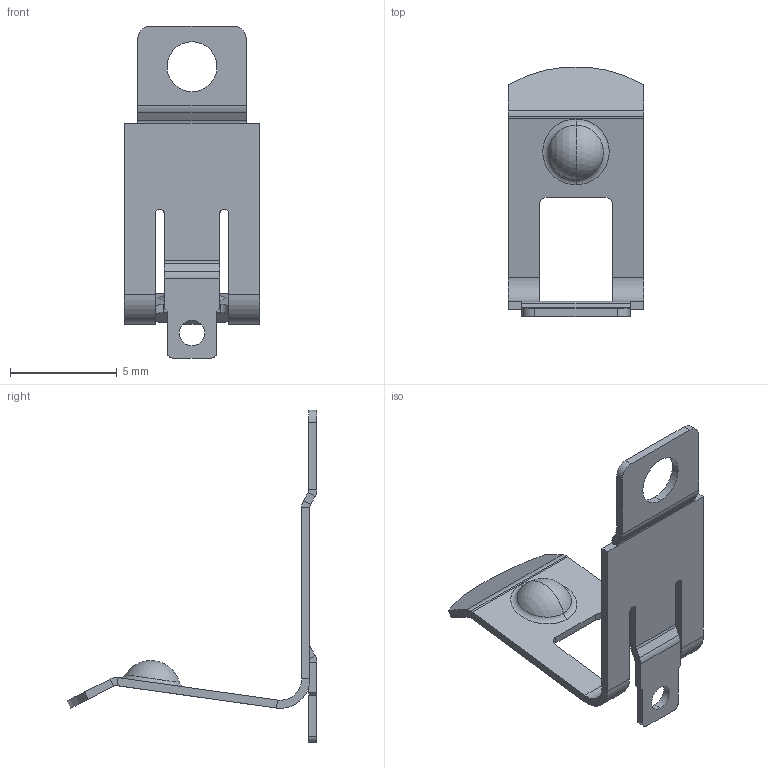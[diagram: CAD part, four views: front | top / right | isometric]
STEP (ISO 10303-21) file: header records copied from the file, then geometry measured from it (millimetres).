
FILE_DESCRIPTION (( 'STEP AP214' ), '1' );
FILE_NAME ('BK-57.STEP', '2019-12-31T01:05:37', ( '' ), ( '' ), 'SwSTEP 2.0', 'SolidWorks 2017', '' );
FILE_SCHEMA (( 'AUTOMOTIVE_DESIGN' ));
Length unit declared in the file: millimetre
Products named in the file (1): BK-57
Bounding box: 6.35 x 11.71 x 15.57 mm (x, y, z)
Volume: 49.7 mm3; surface area: 303.7 mm2
Topology: 1 solids, 1 shells, 100 faces, 236 edges, 138 vertices
Faces by surface type: plane 61, cylinder 29, torus 4, sphere 4, bspline 2
Entity records: 2862 total; most frequent: DIRECTION 504, CARTESIAN_POINT 501, ORIENTED_EDGE 472, EDGE_CURVE 236, AXIS2_PLACEMENT_3D 173, VECTOR 158, LINE 158, VERTEX_POINT 138
